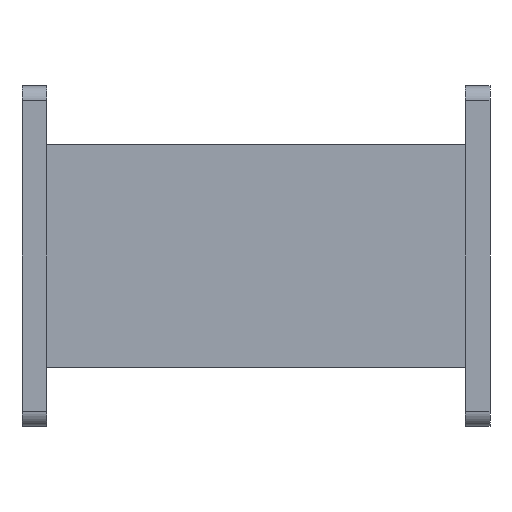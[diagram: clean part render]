
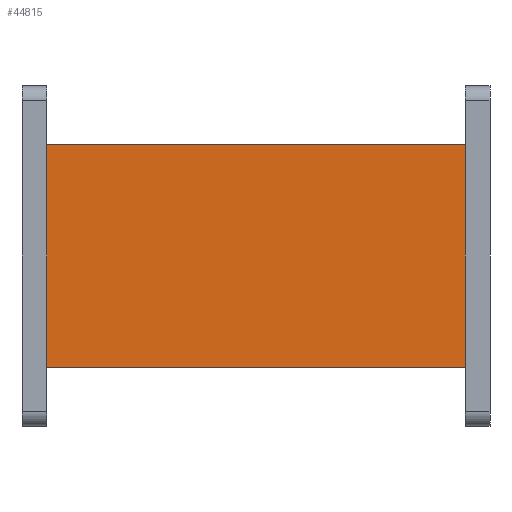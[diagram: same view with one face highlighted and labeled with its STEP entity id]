
A CAD part, front view. The second image highlights one B-rep face of the part: STEP entity #44815.
In plain terms, the highlighted planar face has unit normal (0, -1, 0).
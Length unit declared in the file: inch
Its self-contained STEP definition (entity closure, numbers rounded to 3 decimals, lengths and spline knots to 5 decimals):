
#636 = FACE_OUTER_BOUND ( 'NONE', #29705, .T. ) ;
#1560 = CARTESIAN_POINT ( 'NONE',  ( -3.34646, -0.92992, 1.77992 ) ) ;
#2805 = EDGE_CURVE ( 'NONE', #34061, #27463, #4358, .T. ) ;
#4358 = LINE ( 'NONE', #15705, #33677 ) ;
#7623 = CARTESIAN_POINT ( 'NONE',  ( -3.34646, -0.92992, 1.77992 ) ) ;
#11659 = CARTESIAN_POINT ( 'NONE',  ( 3.34646, -0.92992, 1.77992 ) ) ;
#12685 = LINE ( 'NONE', #48453, #17111 ) ;
#13255 = CARTESIAN_POINT ( 'NONE',  ( 3.34646, -0.92992, -1.77992 ) ) ;
#15705 = CARTESIAN_POINT ( 'NONE',  ( 3.34646, -0.92992, 1.77992 ) ) ;
#16360 = PLANE ( 'NONE',  #46926 ) ;
#17111 = VECTOR ( 'NONE', #32616, 39.37008 ) ;
#17273 = DIRECTION ( 'NONE',  ( 1., 0., 0. ) ) ;
#17960 = VECTOR ( 'NONE', #23363, 39.37008 ) ;
#18095 = CARTESIAN_POINT ( 'NONE',  ( -3.34646, -0.92992, 1.77992 ) ) ;
#19122 = ORIENTED_EDGE ( 'NONE', *, *, #2805, .F. ) ;
#19216 = DIRECTION ( 'NONE',  ( 0., 1., 0. ) ) ;
#19234 = LINE ( 'NONE', #7623, #17960 ) ;
#22520 = ORIENTED_EDGE ( 'NONE', *, *, #44758, .T. ) ;
#23363 = DIRECTION ( 'NONE',  ( 0., 0., -1. ) ) ;
#27337 = DIRECTION ( 'NONE',  ( 0., 0., -1. ) ) ;
#27463 = VERTEX_POINT ( 'NONE', #13255 ) ;
#28253 = CARTESIAN_POINT ( 'NONE',  ( -3.34646, -0.92992, 1.77992 ) ) ;
#28909 = LINE ( 'NONE', #1560, #47012 ) ;
#29705 = EDGE_LOOP ( 'NONE', ( #44236, #19122, #37114, #22520 ) ) ;
#31278 = EDGE_CURVE ( 'NONE', #36274, #27463, #12685, .T. ) ;
#32616 = DIRECTION ( 'NONE',  ( 1., 0., 0. ) ) ;
#33677 = VECTOR ( 'NONE', #27337, 39.37008 ) ;
#34061 = VERTEX_POINT ( 'NONE', #11659 ) ;
#35029 = DIRECTION ( 'NONE',  ( 0., 0., 1. ) ) ;
#36274 = VERTEX_POINT ( 'NONE', #40651 ) ;
#37114 = ORIENTED_EDGE ( 'NONE', *, *, #46529, .F. ) ;
#40651 = CARTESIAN_POINT ( 'NONE',  ( -3.34646, -0.92992, -1.77992 ) ) ;
#44236 = ORIENTED_EDGE ( 'NONE', *, *, #31278, .T. ) ;
#44758 = EDGE_CURVE ( 'NONE', #50970, #36274, #19234, .T. ) ;
#44815 = ADVANCED_FACE ( 'NONE', ( #636 ), #16360, .F. ) ;
#46529 = EDGE_CURVE ( 'NONE', #50970, #34061, #28909, .T. ) ;
#46926 = AXIS2_PLACEMENT_3D ( 'NONE', #28253, #19216, #35029 ) ;
#47012 = VECTOR ( 'NONE', #17273, 39.37008 ) ;
#48453 = CARTESIAN_POINT ( 'NONE',  ( -3.34646, -0.92992, -1.77992 ) ) ;
#50970 = VERTEX_POINT ( 'NONE', #18095 ) ;
